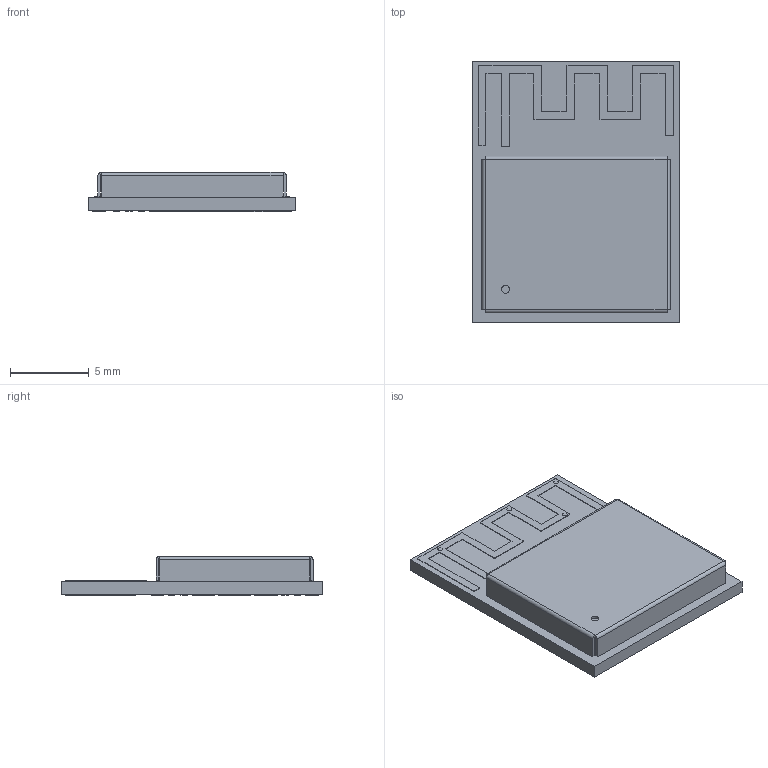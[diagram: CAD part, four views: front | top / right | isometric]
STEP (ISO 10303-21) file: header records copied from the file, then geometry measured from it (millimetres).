
FILE_DESCRIPTION (( 'STEP AP214' ), '1' );
FILE_NAME ('PCB_ESP32-H2-MINI-1_V1-0630.STEP', '2023-07-06T13:58:02', ( 'Windows User' ), ( 'P R C' ), 'SwSTEP 2.0', 'SolidWorks 2022', '' );
FILE_SCHEMA (( 'AUTOMOTIVE_DESIGN' ));
Length unit declared in the file: millimetre
Products named in the file (41): PCB_ESP32-H2-MINI-1_V1-0630; MINI-ANT-TYPE-D-H-buttom; placementOutline_5; Submodel-D__3D_design_ESP32-H2_module_module_PCB_ESP32-H2-MINI-1_V1.2_20230316_PCB_3D_ImportedPartModels_L0201_20210301.STEP; L0201_20210301.xtd; placementOutline_6; Submodel-C0201_part_C0201; Submodel-D__3D_design_ESP32-H2_module_module_PCB_ESP32-H2-MINI-1_V1.2_20230316_PCB_3D_ImportedPartModels_DFN1006.STEP; Submodel-D__3D_design_ESP32-H2_module_module_PCB_ESP32-H2-MINI-1_V1.2_20230316_PCB_3D_ImportedPartModels_R0201_20210301.STEP; ShieldBox_ESP32-C3-MINI-1_V1.0_20200901; C0402_20210301.xtd; XTAL3225_20210301.xtd; ESP32-H2-MINI-1_V1-0630PCBA; Submodel-noModelForPart_DFN0603_3061187427; Submodel-R0201_part_R0201; Submodel-MINI-ANT-TYPED-H_1968823293_part_MINI-ANT-TYPED-H; C0201_20210301.xtd; C3-MINI-solder_pad; placementOutline_2; ESP32-H2_QFN32_4X4_202306.xtd; Submodel-QFN32_0P4_4_E2P8_part_QFN32_0P4_4_E2P8; placementOutline_7; Submodel-SOD882_part_SOD882; DesignRootModel; placementOutline_4; DFN1006.xtd; Submodel-D__3D_design_ESP32-H2_module_module_PCB_ESP32-H2-MINI-1_V1.2_20230316_PCB_3D_ImportedPartModels_C0402_20210301.STEP; Submodel-D__3D_design_ESP32-H2_module_module_PCB_ESP32-H2-MINI-1_V1.2_20230316_PCB_3D_ImportedPartModels_C0201_20210301.STEP; Submodel-XTAL3225_part_XTAL3225; Submodel-C0402_part_C0402; placementOutline_3; Submodel-noModelForPart_MINI-ANT-TYPED-H_1968823293; placementOutline_8; uid__2428; Submodel-D__3D_design_ESP32-H2_module_module_PCB_ESP32-H2-MINI-1_V1.2_20230316_PCB_3D_ImportedPartModels_ESP32-H2_QFN32_4X4_202306.STEP; Submodel-D__3D_design_ESP32-H2_module_module_PCB_ESP32-H2-MINI-1_V1.2_20230316_PCB_3D_ImportedPartModels_XTAL3225_20210301.STEP; MINI-ANT-TYPE-D-H-top; placementOutline; Submodel-DFN0603_3061187427_part_DFN0603; R0201_20210301.xtd ...
Assembly tree (53 placements, depth 6):
  PCB_ESP32-H2-MINI-1_V1-0630
    ESP32-H2-MINI-1_V1-0630PCBA
      DesignRootModel
        uid__2428
        Submodel-DFN0603_3061187427_part_DFN0603
          Submodel-noModelForPart_DFN0603_3061187427
            placementOutline
        Submodel-C0402_part_C0402
          Submodel-D__3D_design_ESP32-H2_module_module_PCB_ESP32-H2-MINI-1_V1.2_20230316_PCB_3D_ImportedPartModels_C0402_20210301.STEP
            C0402_20210301.xtd
        Submodel-R0201_part_R0201  x3
          Submodel-D__3D_design_ESP32-H2_module_module_PCB_ESP32-H2-MINI-1_V1.2_20230316_PCB_3D_ImportedPartModels_R0201_20210301.STEP
            R0201_20210301.xtd
        Submodel-L0201_part_L0201
          Submodel-D__3D_design_ESP32-H2_module_module_PCB_ESP32-H2-MINI-1_V1.2_20230316_PCB_3D_ImportedPartModels_L0201_20210301.STEP
            L0201_20210301.xtd
        Submodel-C0201_part_C0201  x12
          Submodel-D__3D_design_ESP32-H2_module_module_PCB_ESP32-H2-MINI-1_V1.2_20230316_PCB_3D_ImportedPartModels_C0201_20210301.STEP
            C0201_20210301.xtd
        Submodel-SOD882_part_SOD882
          Submodel-D__3D_design_ESP32-H2_module_module_PCB_ESP32-H2-MINI-1_V1.2_20230316_PCB_3D_ImportedPartModels_DFN1006.STEP
            DFN1006.xtd
        Submodel-XTAL3225_part_XTAL3225
          Submodel-D__3D_design_ESP32-H2_module_module_PCB_ESP32-H2-MINI-1_V1.2_20230316_PCB_3D_ImportedPartModels_XTAL3225_20210301.STEP
            XTAL3225_20210301.xtd
        Submodel-MINI-ANT-TYPED-H_1968823293_part_MINI-ANT-TYPED-H
          Submodel-noModelForPart_MINI-ANT-TYPED-H_1968823293
            placementOutline_2
            placementOutline_3
            placementOutline_4
            placementOutline_5
            placementOutline_6
            placementOutline_7
            placementOutline_8
        Submodel-QFN32_0P4_4_E2P8_part_QFN32_0P4_4_E2P8
          Submodel-D__3D_design_ESP32-H2_module_module_PCB_ESP32-H2-MINI-1_V1.2_20230316_PCB_3D_ImportedPartModels_ESP32-H2_QFN32_4X4_202306.STEP
            ESP32-H2_QFN32_4X4_202306.xtd
      MINI-ANT-TYPE-D-H-top
      MINI-ANT-TYPE-D-H-buttom
      C3-MINI-solder_pad
    ShieldBox_ESP32-C3-MINI-1_V1.0_20200901
Bounding box: 13.2 x 16.6 x 2.48 mm (x, y, z)
Volume: 229.4 mm3; surface area: 1104.2 mm2
Topology: 103 solids, 104 shells, 1791 faces, 4340 edges, 2698 vertices
Faces by surface type: plane 1184, cylinder 465, bspline 142
Entity records: 48852 total; most frequent: CARTESIAN_POINT 9355, ORIENTED_EDGE 6008, DIRECTION 5958, EDGE_CURVE 3004, LINE 2460, VECTOR 2460, VERTEX_POINT 1970, AXIS2_PLACEMENT_3D 1749
